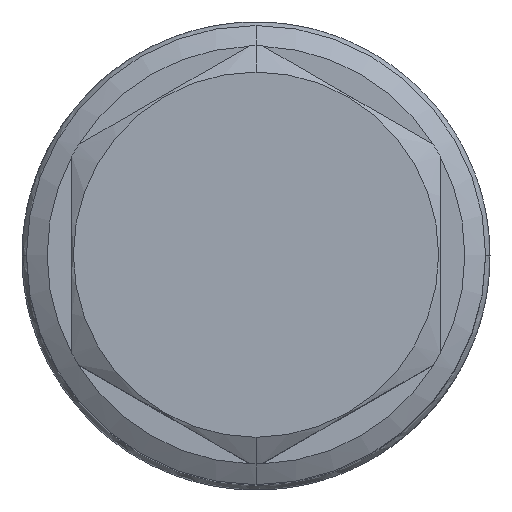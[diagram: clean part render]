
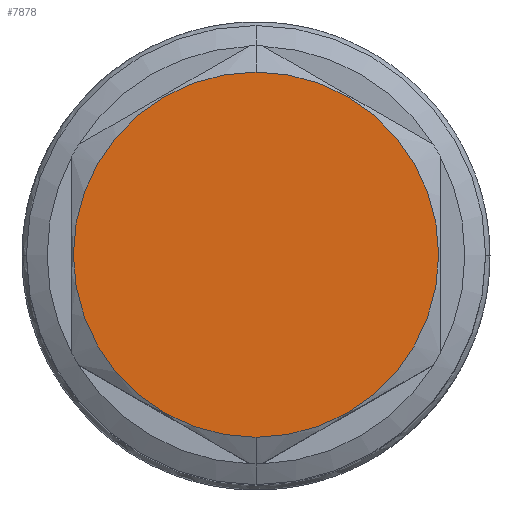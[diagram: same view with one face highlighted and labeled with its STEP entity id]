
A CAD part, top view. The second image highlights one B-rep face of the part: STEP entity #7878.
In plain terms, the highlighted planar face has unit normal (0, 0, 1).
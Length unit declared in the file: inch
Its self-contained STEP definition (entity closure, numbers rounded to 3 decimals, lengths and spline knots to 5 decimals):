
#719=CARTESIAN_POINT('',(0.,0.,5.3135));
#720=DIRECTION('',(0.,0.,1.));
#721=DIRECTION('',(0.,-1.,0.));
#722=AXIS2_PLACEMENT_3D('',#719,#720,#721);
#724=CARTESIAN_POINT('',(0.,0.,5.3135));
#725=DIRECTION('',(0.,0.,1.));
#726=DIRECTION('',(0.,1.,0.));
#727=AXIS2_PLACEMENT_3D('',#724,#725,#726);
#6661=CARTESIAN_POINT('',(0.,-0.62,5.3135));
#6662=CARTESIAN_POINT('',(0.,0.62,5.3135));
#6663=VERTEX_POINT('',#6661);
#6664=VERTEX_POINT('',#6662);
#7869=CARTESIAN_POINT('',(0.,0.,5.3135));
#7870=DIRECTION('',(0.,0.,1.));
#7871=DIRECTION('',(0.,1.,0.));
#7872=AXIS2_PLACEMENT_3D('',#7869,#7870,#7871);
#7873=PLANE('',#7872);
#7874=ORIENTED_EDGE('',*,*,#7639,.F.);
#7875=ORIENTED_EDGE('',*,*,#7860,.F.);
#7876=EDGE_LOOP('',(#7874,#7875));
#7877=FACE_OUTER_BOUND('',#7876,.F.);
#7878=ADVANCED_FACE('',(#7877),#7873,.T.);
#723=CIRCLE('',#722,0.62);
#728=CIRCLE('',#727,0.62);
#7639=EDGE_CURVE('',#6663,#6664,#723,.T.);
#7860=EDGE_CURVE('',#6664,#6663,#728,.T.);
